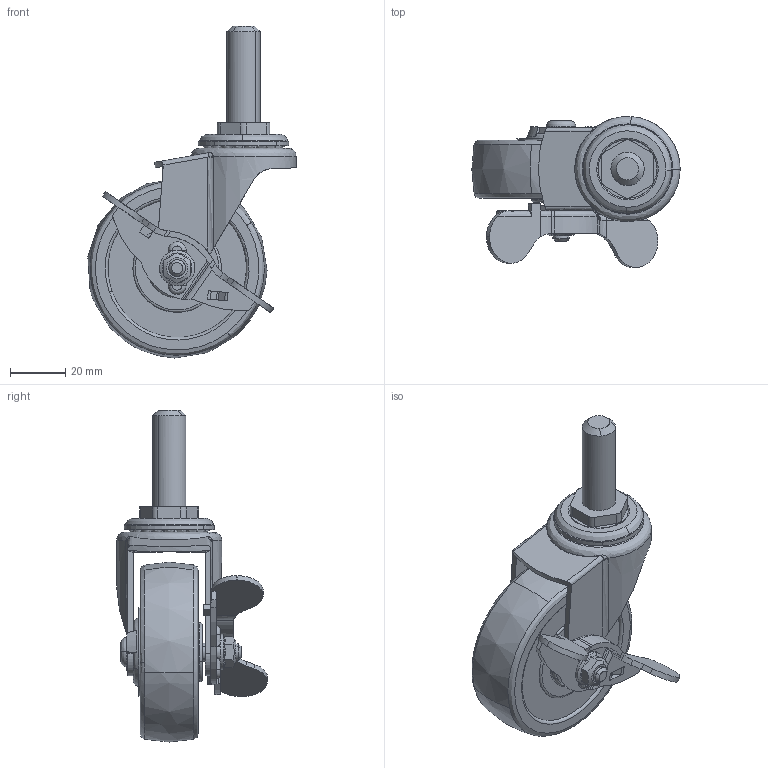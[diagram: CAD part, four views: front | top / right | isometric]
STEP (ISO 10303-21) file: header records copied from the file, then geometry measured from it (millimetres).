
FILE_DESCRIPTION((''),'2;1');
FILE_NAME('','2006-01-18T13:33:02',(''),(''),'','CADfix','');
FILE_SCHEMA(('AUTOMOTIVE_DESIGN'));
Length unit declared in the file: millimetre
Products named in the file (7): lever; wheel; mounting plate; main shaft; body; axle; No_415_EA_R65_2_11137_36
Assembly tree (6 placements, depth 2):
  No_415_EA_R65_2_11137_36
    lever
    wheel
    mounting plate
    main shaft
    body
    axle
Bounding box: 75.25 x 54.48 x 119.99 mm (x, y, z)
Volume: 90755.9 mm3; surface area: 31618.7 mm2
Topology: 6 solids, 6 shells, 355 faces, 1232 edges, 921 vertices
Faces by surface type: bspline 355
Entity records: 23577 total; most frequent: CARTESIAN_POINT 16103, ORIENTED_EDGE 2460, EDGE_CURVE 1230, VERTEX_POINT 921, B_SPLINE_CURVE_WITH_KNOTS 847, EDGE_LOOP 481, QUASI_UNIFORM_CURVE 379, FACE_OUTER_BOUND 354
